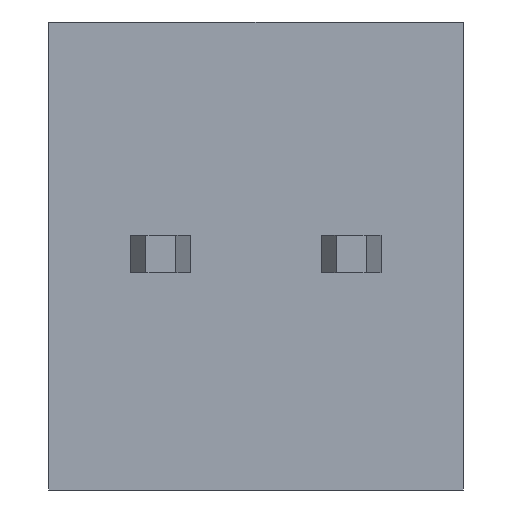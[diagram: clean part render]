
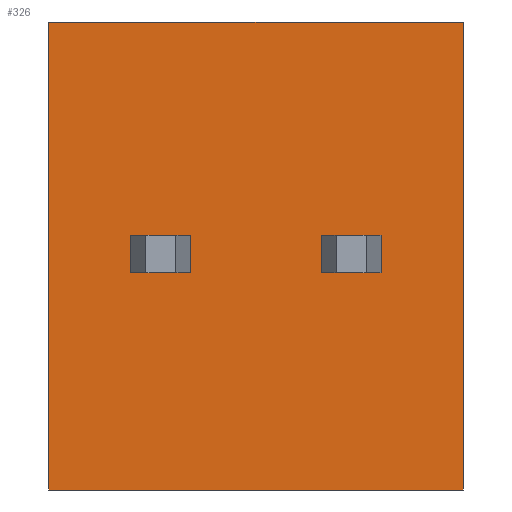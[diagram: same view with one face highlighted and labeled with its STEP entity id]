
A CAD part, front view. The second image highlights one B-rep face of the part: STEP entity #326.
In plain terms, the highlighted planar face has unit normal (0, -1, 0).
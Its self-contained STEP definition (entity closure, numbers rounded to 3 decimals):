
#2 = CARTESIAN_POINT ( 'NONE',  ( -1.67, 0., 0.25 ) ) ;
#20 = EDGE_LOOP ( 'NONE', ( #149, #1359, #2515, #455 ) ) ;
#88 = ORIENTED_EDGE ( 'NONE', *, *, #349, .F. ) ;
#94 = CARTESIAN_POINT ( 'NONE',  ( 1.67, 0., -0.25 ) ) ;
#131 = VERTEX_POINT ( 'NONE', #1980 ) ;
#149 = ORIENTED_EDGE ( 'NONE', *, *, #1981, .F. ) ;
#156 = PLANE ( 'NONE',  #701 ) ;
#163 = VECTOR ( 'NONE', #401, 1000. ) ;
#219 = FACE_BOUND ( 'NONE', #557, .T. ) ;
#248 = LINE ( 'NONE', #1285, #804 ) ;
#301 = DIRECTION ( 'NONE',  ( 1., 0., 0. ) ) ;
#326 = ADVANCED_FACE ( 'NONE', ( #2254, #219, #993 ), #156, .F. ) ;
#335 = EDGE_CURVE ( 'NONE', #1671, #3275, #2001, .T. ) ;
#349 = EDGE_CURVE ( 'NONE', #2577, #1161, #662, .T. ) ;
#381 = VECTOR ( 'NONE', #541, 1000. ) ;
#388 = CARTESIAN_POINT ( 'NONE',  ( -0.87, 0., -0.25 ) ) ;
#401 = DIRECTION ( 'NONE',  ( 0., 0., 1. ) ) ;
#422 = CARTESIAN_POINT ( 'NONE',  ( -2.77, 0., 3.1 ) ) ;
#455 = ORIENTED_EDGE ( 'NONE', *, *, #1734, .F. ) ;
#487 = CARTESIAN_POINT ( 'NONE',  ( -0.87, 0., 0.25 ) ) ;
#540 = CARTESIAN_POINT ( 'NONE',  ( 1.67, 0., 0.25 ) ) ;
#541 = DIRECTION ( 'NONE',  ( -1., 0., 0. ) ) ;
#546 = LINE ( 'NONE', #2959, #2081 ) ;
#557 = EDGE_LOOP ( 'NONE', ( #2173, #2580, #2287, #1314 ) ) ;
#653 = VERTEX_POINT ( 'NONE', #3086 ) ;
#662 = LINE ( 'NONE', #2451, #163 ) ;
#673 = DIRECTION ( 'NONE',  ( 1., 0., 0. ) ) ;
#689 = CARTESIAN_POINT ( 'NONE',  ( 0., 0., -0.25 ) ) ;
#701 = AXIS2_PLACEMENT_3D ( 'NONE', #1223, #2978, #2681 ) ;
#713 = VERTEX_POINT ( 'NONE', #388 ) ;
#748 = CARTESIAN_POINT ( 'NONE',  ( 0.87, 0., 0.25 ) ) ;
#782 = EDGE_CURVE ( 'NONE', #2859, #1132, #902, .T. ) ;
#791 = LINE ( 'NONE', #1363, #2895 ) ;
#804 = VECTOR ( 'NONE', #2283, 1000. ) ;
#902 = LINE ( 'NONE', #1674, #1457 ) ;
#925 = CARTESIAN_POINT ( 'NONE',  ( 2.77, 0., -3.15 ) ) ;
#961 = CARTESIAN_POINT ( 'NONE',  ( -1.67, 0., 0.25 ) ) ;
#987 = ORIENTED_EDGE ( 'NONE', *, *, #1664, .F. ) ;
#993 = FACE_OUTER_BOUND ( 'NONE', #1029, .T. ) ;
#1029 = EDGE_LOOP ( 'NONE', ( #1539, #88, #1250, #987 ) ) ;
#1052 = LINE ( 'NONE', #487, #2929 ) ;
#1067 = DIRECTION ( 'NONE',  ( 1., 0., 0. ) ) ;
#1125 = LINE ( 'NONE', #925, #1427 ) ;
#1132 = VERTEX_POINT ( 'NONE', #540 ) ;
#1161 = VERTEX_POINT ( 'NONE', #422 ) ;
#1223 = CARTESIAN_POINT ( 'NONE',  ( 0., 0., 0. ) ) ;
#1250 = ORIENTED_EDGE ( 'NONE', *, *, #2993, .F. ) ;
#1285 = CARTESIAN_POINT ( 'NONE',  ( 0.87, 0., 0. ) ) ;
#1295 = CARTESIAN_POINT ( 'NONE',  ( 1.67, 0., -0.25 ) ) ;
#1314 = ORIENTED_EDGE ( 'NONE', *, *, #3148, .F. ) ;
#1321 = CARTESIAN_POINT ( 'NONE',  ( 2.77, 0., -3.15 ) ) ;
#1329 = LINE ( 'NONE', #1295, #2524 ) ;
#1359 = ORIENTED_EDGE ( 'NONE', *, *, #782, .F. ) ;
#1362 = DIRECTION ( 'NONE',  ( -1., 0., 0. ) ) ;
#1363 = CARTESIAN_POINT ( 'NONE',  ( 0., 0., 3.1 ) ) ;
#1427 = VECTOR ( 'NONE', #1362, 1000. ) ;
#1439 = CARTESIAN_POINT ( 'NONE',  ( -2.77, 0., -3.15 ) ) ;
#1457 = VECTOR ( 'NONE', #1905, 1000. ) ;
#1490 = CARTESIAN_POINT ( 'NONE',  ( 0.87, 0., -0.25 ) ) ;
#1492 = DIRECTION ( 'NONE',  ( -1., 0., 0. ) ) ;
#1539 = ORIENTED_EDGE ( 'NONE', *, *, #2723, .F. ) ;
#1547 = LINE ( 'NONE', #2824, #2608 ) ;
#1646 = EDGE_CURVE ( 'NONE', #3275, #131, #1547, .T. ) ;
#1664 = EDGE_CURVE ( 'NONE', #653, #2359, #546, .T. ) ;
#1671 = VERTEX_POINT ( 'NONE', #2225 ) ;
#1674 = CARTESIAN_POINT ( 'NONE',  ( 1.67, 0., 0.25 ) ) ;
#1734 = EDGE_CURVE ( 'NONE', #3280, #2894, #248, .T. ) ;
#1826 = CARTESIAN_POINT ( 'NONE',  ( 0.87, 0., 0.25 ) ) ;
#1905 = DIRECTION ( 'NONE',  ( 0., 0., 1. ) ) ;
#1980 = CARTESIAN_POINT ( 'NONE',  ( -1.67, 0., -0.25 ) ) ;
#1981 = EDGE_CURVE ( 'NONE', #1132, #3280, #2556, .T. ) ;
#2001 = LINE ( 'NONE', #961, #3188 ) ;
#2081 = VECTOR ( 'NONE', #2562, 1000. ) ;
#2173 = ORIENTED_EDGE ( 'NONE', *, *, #1646, .F. ) ;
#2225 = CARTESIAN_POINT ( 'NONE',  ( -0.87, 0., 0.25 ) ) ;
#2254 = FACE_BOUND ( 'NONE', #20, .T. ) ;
#2267 = LINE ( 'NONE', #689, #2682 ) ;
#2283 = DIRECTION ( 'NONE',  ( 0., 0., -1. ) ) ;
#2287 = ORIENTED_EDGE ( 'NONE', *, *, #2423, .F. ) ;
#2359 = VERTEX_POINT ( 'NONE', #1321 ) ;
#2423 = EDGE_CURVE ( 'NONE', #713, #1671, #1052, .T. ) ;
#2451 = CARTESIAN_POINT ( 'NONE',  ( -2.77, 0., 0. ) ) ;
#2515 = ORIENTED_EDGE ( 'NONE', *, *, #3215, .F. ) ;
#2524 = VECTOR ( 'NONE', #301, 1000. ) ;
#2556 = LINE ( 'NONE', #748, #381 ) ;
#2562 = DIRECTION ( 'NONE',  ( 0., 0., -1. ) ) ;
#2577 = VERTEX_POINT ( 'NONE', #1439 ) ;
#2579 = DIRECTION ( 'NONE',  ( 0., 0., -1. ) ) ;
#2580 = ORIENTED_EDGE ( 'NONE', *, *, #335, .F. ) ;
#2608 = VECTOR ( 'NONE', #2579, 1000. ) ;
#2681 = DIRECTION ( 'NONE',  ( 0., 0., 1. ) ) ;
#2682 = VECTOR ( 'NONE', #673, 1000. ) ;
#2723 = EDGE_CURVE ( 'NONE', #1161, #653, #791, .T. ) ;
#2824 = CARTESIAN_POINT ( 'NONE',  ( -1.67, 0., -0.25 ) ) ;
#2859 = VERTEX_POINT ( 'NONE', #94 ) ;
#2894 = VERTEX_POINT ( 'NONE', #1490 ) ;
#2895 = VECTOR ( 'NONE', #1067, 1000. ) ;
#2929 = VECTOR ( 'NONE', #3047, 1000. ) ;
#2959 = CARTESIAN_POINT ( 'NONE',  ( 2.77, 0., 3.1 ) ) ;
#2978 = DIRECTION ( 'NONE',  ( 0., 1., 0. ) ) ;
#2993 = EDGE_CURVE ( 'NONE', #2359, #2577, #1125, .T. ) ;
#3047 = DIRECTION ( 'NONE',  ( 0., 0., 1. ) ) ;
#3086 = CARTESIAN_POINT ( 'NONE',  ( 2.77, 0., 3.1 ) ) ;
#3148 = EDGE_CURVE ( 'NONE', #131, #713, #2267, .T. ) ;
#3188 = VECTOR ( 'NONE', #1492, 1000. ) ;
#3215 = EDGE_CURVE ( 'NONE', #2894, #2859, #1329, .T. ) ;
#3275 = VERTEX_POINT ( 'NONE', #2 ) ;
#3280 = VERTEX_POINT ( 'NONE', #1826 ) ;
